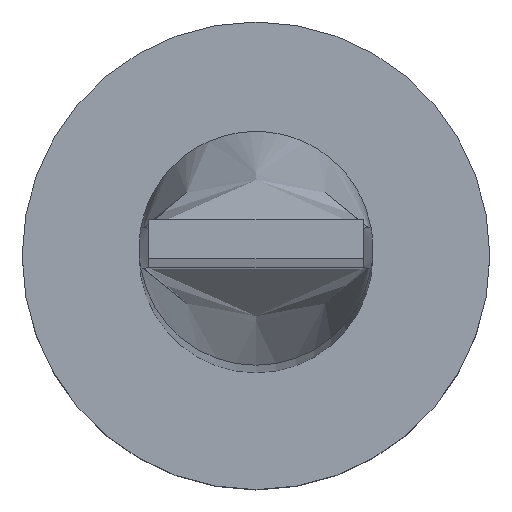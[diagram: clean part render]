
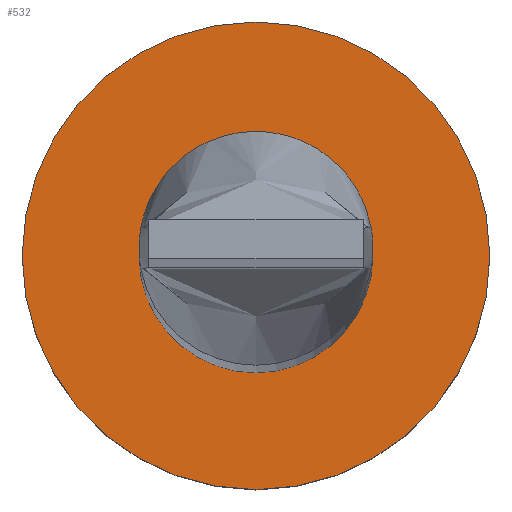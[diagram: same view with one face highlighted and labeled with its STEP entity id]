
A CAD part, top view. The second image highlights one B-rep face of the part: STEP entity #532.
In plain terms, the highlighted planar face has unit normal (0, 0, 1).
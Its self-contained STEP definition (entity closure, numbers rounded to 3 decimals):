
#9 = DIRECTION ( 'NONE',  ( 0., 0., 1. ) ) ;
#10 = EDGE_CURVE ( 'NONE', #329, #109, #469, .T. ) ;
#26 = DIRECTION ( 'NONE',  ( 1., 0., 0. ) ) ;
#83 = DIRECTION ( 'NONE',  ( 1., 0., 0. ) ) ;
#86 = CIRCLE ( 'NONE', #337, 3. ) ;
#104 = ORIENTED_EDGE ( 'NONE', *, *, #10, .T. ) ;
#105 = CARTESIAN_POINT ( 'NONE',  ( 0., 0., 5. ) ) ;
#109 = VERTEX_POINT ( 'NONE', #309 ) ;
#113 = AXIS2_PLACEMENT_3D ( 'NONE', #244, #9, #26 ) ;
#131 = DIRECTION ( 'NONE',  ( 0., 0., 1. ) ) ;
#165 = DIRECTION ( 'NONE',  ( 0., 0., 1. ) ) ;
#194 = CARTESIAN_POINT ( 'NONE',  ( 3., 0., 5. ) ) ;
#208 = ORIENTED_EDGE ( 'NONE', *, *, #393, .F. ) ;
#210 = DIRECTION ( 'NONE',  ( 1., 0., 0. ) ) ;
#234 = CARTESIAN_POINT ( 'NONE',  ( 0., 0., 5. ) ) ;
#244 = CARTESIAN_POINT ( 'NONE',  ( 0., 0., 5. ) ) ;
#249 = ORIENTED_EDGE ( 'NONE', *, *, #466, .F. ) ;
#251 = CIRCLE ( 'NONE', #335, 3. ) ;
#252 = CIRCLE ( 'NONE', #578, 6. ) ;
#279 = PLANE ( 'NONE',  #113 ) ;
#281 = DIRECTION ( 'NONE',  ( 0., 0., 1. ) ) ;
#309 = CARTESIAN_POINT ( 'NONE',  ( 6., 0., 5. ) ) ;
#329 = VERTEX_POINT ( 'NONE', #573 ) ;
#335 = AXIS2_PLACEMENT_3D ( 'NONE', #234, #281, #494 ) ;
#337 = AXIS2_PLACEMENT_3D ( 'NONE', #105, #555, #547 ) ;
#344 = ORIENTED_EDGE ( 'NONE', *, *, #574, .T. ) ;
#353 = CARTESIAN_POINT ( 'NONE',  ( 0., 0., 5. ) ) ;
#365 = FACE_BOUND ( 'NONE', #550, .T. ) ;
#389 = VERTEX_POINT ( 'NONE', #499 ) ;
#393 = EDGE_CURVE ( 'NONE', #510, #389, #251, .T. ) ;
#395 = EDGE_LOOP ( 'NONE', ( #104, #344 ) ) ;
#411 = AXIS2_PLACEMENT_3D ( 'NONE', #353, #131, #83 ) ;
#426 = CARTESIAN_POINT ( 'NONE',  ( 0., 0., 5. ) ) ;
#466 = EDGE_CURVE ( 'NONE', #389, #510, #86, .T. ) ;
#469 = CIRCLE ( 'NONE', #411, 6. ) ;
#494 = DIRECTION ( 'NONE',  ( 1., 0., 0. ) ) ;
#499 = CARTESIAN_POINT ( 'NONE',  ( -3., 0., 5. ) ) ;
#510 = VERTEX_POINT ( 'NONE', #194 ) ;
#532 = ADVANCED_FACE ( 'NONE', ( #365, #538 ), #279, .T. ) ;
#538 = FACE_OUTER_BOUND ( 'NONE', #395, .T. ) ;
#547 = DIRECTION ( 'NONE',  ( 1., 0., 0. ) ) ;
#550 = EDGE_LOOP ( 'NONE', ( #249, #208 ) ) ;
#555 = DIRECTION ( 'NONE',  ( 0., 0., 1. ) ) ;
#573 = CARTESIAN_POINT ( 'NONE',  ( -6., 0., 5. ) ) ;
#574 = EDGE_CURVE ( 'NONE', #109, #329, #252, .T. ) ;
#578 = AXIS2_PLACEMENT_3D ( 'NONE', #426, #165, #210 ) ;
